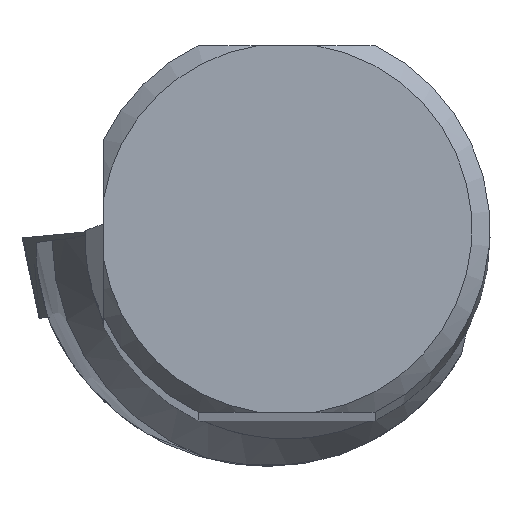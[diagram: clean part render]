
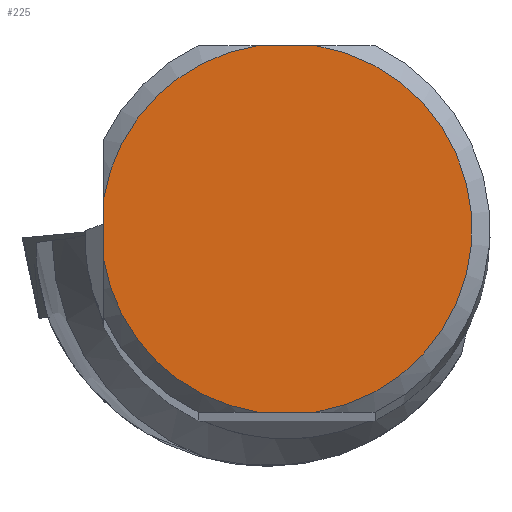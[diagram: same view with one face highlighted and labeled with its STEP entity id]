
A CAD part, top view. The second image highlights one B-rep face of the part: STEP entity #225.
In plain terms, the highlighted planar face has unit normal (0, 0, 1).
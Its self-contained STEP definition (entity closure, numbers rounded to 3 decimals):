
#182=FACE_OUTER_BOUND('',#412,.T.);
#225=ADVANCED_FACE('',(#182),#253,.T.);
#253=PLANE('',#1025);
#293=LINE('',#1647,#338);
#294=LINE('',#1648,#339);
#295=LINE('',#1649,#340);
#338=VECTOR('',#1220,1.);
#339=VECTOR('',#1221,1.);
#340=VECTOR('',#1222,1.);
#412=EDGE_LOOP('',(#573,#574,#575,#576,#577,#578));
#573=ORIENTED_EDGE('',*,*,#838,.F.);
#574=ORIENTED_EDGE('',*,*,#825,.T.);
#575=ORIENTED_EDGE('',*,*,#839,.F.);
#576=ORIENTED_EDGE('',*,*,#836,.T.);
#577=ORIENTED_EDGE('',*,*,#840,.F.);
#578=ORIENTED_EDGE('',*,*,#827,.T.);
#727=VERTEX_POINT('',#1596);
#729=VERTEX_POINT('',#1603);
#730=VERTEX_POINT('',#1610);
#731=VERTEX_POINT('',#1612);
#735=VERTEX_POINT('',#1639);
#736=VERTEX_POINT('',#1641);
#825=EDGE_CURVE('',#727,#729,#884,.T.);
#827=EDGE_CURVE('',#731,#730,#885,.T.);
#836=EDGE_CURVE('',#736,#735,#888,.T.);
#838=EDGE_CURVE('',#727,#730,#293,.T.);
#839=EDGE_CURVE('',#736,#729,#294,.T.);
#840=EDGE_CURVE('',#731,#735,#295,.T.);
#884=CIRCLE('',#1015,7.23);
#885=CIRCLE('',#1017,7.23);
#888=CIRCLE('',#1023,7.23);
#1015=AXIS2_PLACEMENT_3D('',#1604,#1198,#1199);
#1017=AXIS2_PLACEMENT_3D('',#1611,#1202,#1203);
#1023=AXIS2_PLACEMENT_3D('',#1640,#1216,#1217);
#1025=AXIS2_PLACEMENT_3D('',#1650,#1223,#1224);
#1198=DIRECTION('',(0.,0.,1.));
#1199=DIRECTION('',(1.,0.,0.));
#1202=DIRECTION('',(0.,0.,1.));
#1203=DIRECTION('',(1.,0.,0.));
#1216=DIRECTION('',(0.,0.,1.));
#1217=DIRECTION('',(1.,0.,0.));
#1220=DIRECTION('',(-1.,0.,0.));
#1221=DIRECTION('',(1.,0.,0.));
#1222=DIRECTION('',(0.,1.,0.));
#1223=DIRECTION('',(0.,0.,1.));
#1224=DIRECTION('',(1.,0.,0.));
#1596=CARTESIAN_POINT('',(1.137,-7.14,0.));
#1603=CARTESIAN_POINT('',(1.137,7.14,0.));
#1604=CARTESIAN_POINT('',(0.,0.,0.));
#1610=CARTESIAN_POINT('',(-1.137,-7.14,0.));
#1611=CARTESIAN_POINT('',(0.,0.,0.));
#1612=CARTESIAN_POINT('',(-7.13,-1.198,0.));
#1639=CARTESIAN_POINT('',(-7.13,1.198,0.));
#1640=CARTESIAN_POINT('',(0.,0.,0.));
#1641=CARTESIAN_POINT('',(-1.137,7.14,0.));
#1647=CARTESIAN_POINT('',(0.,-7.14,0.));
#1648=CARTESIAN_POINT('',(0.,7.14,0.));
#1649=CARTESIAN_POINT('',(-7.13,0.,0.));
#1650=CARTESIAN_POINT('',(0.,0.,
0.));
